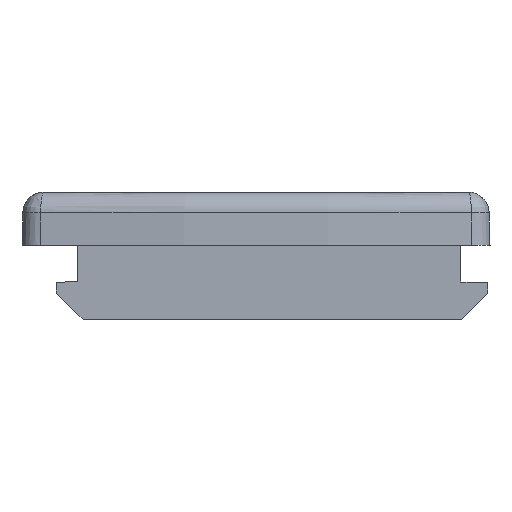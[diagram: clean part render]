
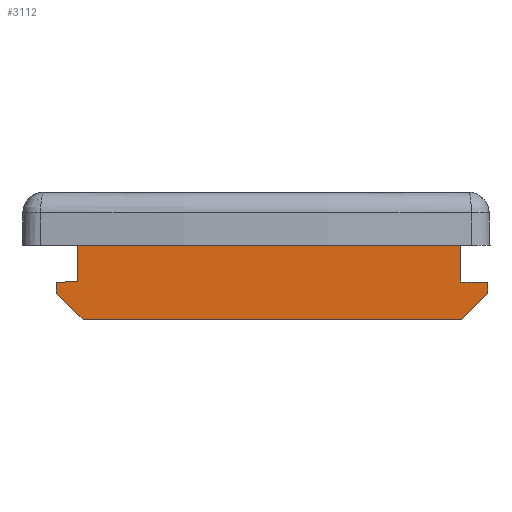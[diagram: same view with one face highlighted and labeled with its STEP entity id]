
A CAD part, front view. The second image highlights one B-rep face of the part: STEP entity #3112.
In plain terms, the highlighted planar face has unit normal (0, -1, 0).
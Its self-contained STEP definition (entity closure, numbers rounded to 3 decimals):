
#3044=AXIS2_PLACEMENT_3D('Plane Axis2P3D',#3041,#3042,#3043) ;
#50=CARTESIAN_POINT('Vertex',(41.341,14.987,0.)) ;
#53=CARTESIAN_POINT('Line Origine',(23.539,14.987,0.)) ;
#57=CARTESIAN_POINT('Vertex',(5.737,14.987,0.)) ;
#3022=CARTESIAN_POINT('Line Origine',(42.547,14.987,1.25)) ;
#3026=CARTESIAN_POINT('Vertex',(43.754,14.987,2.5)) ;
#3041=CARTESIAN_POINT('Axis2P3D Location',(43.974,14.987,7.)) ;
#3046=CARTESIAN_POINT('Line Origine',(43.746,14.987,3.006)) ;
#3050=CARTESIAN_POINT('Vertex',(43.737,14.987,3.513)) ;
#3053=CARTESIAN_POINT('Line Origine',(42.487,14.987,3.535)) ;
#3057=CARTESIAN_POINT('Vertex',(41.237,14.987,3.556)) ;
#3060=CARTESIAN_POINT('Line Origine',(41.237,14.987,5.278)) ;
#3064=CARTESIAN_POINT('Vertex',(41.237,14.987,7.)) ;
#3067=CARTESIAN_POINT('Line Origine',(23.237,14.987,7.)) ;
#3071=CARTESIAN_POINT('Vertex',(5.237,14.987,7.)) ;
#3074=CARTESIAN_POINT('Line Origine',(5.237,14.987,5.3)) ;
#3078=CARTESIAN_POINT('Vertex',(5.237,14.987,3.6)) ;
#3081=CARTESIAN_POINT('Line Origine',(4.237,14.987,3.565)) ;
#3085=CARTESIAN_POINT('Vertex',(3.237,14.987,3.53)) ;
#3088=CARTESIAN_POINT('Line Origine',(3.237,14.987,3.015)) ;
#3092=CARTESIAN_POINT('Vertex',(3.237,14.987,2.5)) ;
#3095=CARTESIAN_POINT('Line Origine',(4.487,14.987,1.25)) ;
#54=DIRECTION('Vector Direction',(-1.,0.,0.)) ;
#3023=DIRECTION('Vector Direction',(0.695,0.,0.719)) ;
#3042=DIRECTION('Axis2P3D Direction',(0.,-1.,0.)) ;
#3043=DIRECTION('Axis2P3D XDirection',(1.,0.,0.)) ;
#3047=DIRECTION('Vector Direction',(0.017,0.,-1.)) ;
#3054=DIRECTION('Vector Direction',(-1.,0.,0.017)) ;
#3061=DIRECTION('Vector Direction',(0.,0.,-1.)) ;
#3068=DIRECTION('Vector Direction',(-1.,0.,0.)) ;
#3075=DIRECTION('Vector Direction',(0.,0.,-1.)) ;
#3082=DIRECTION('Vector Direction',(0.999,0.,0.035)) ;
#3089=DIRECTION('Vector Direction',(0.,0.,1.)) ;
#3096=DIRECTION('Vector Direction',(0.707,0.,-0.707)) ;
#55=VECTOR('Line Direction',#54,1.) ;
#3024=VECTOR('Line Direction',#3023,1.) ;
#3048=VECTOR('Line Direction',#3047,1.) ;
#3055=VECTOR('Line Direction',#3054,1.) ;
#3062=VECTOR('Line Direction',#3061,1.) ;
#3069=VECTOR('Line Direction',#3068,1.) ;
#3076=VECTOR('Line Direction',#3075,1.) ;
#3083=VECTOR('Line Direction',#3082,1.) ;
#3090=VECTOR('Line Direction',#3089,1.) ;
#3097=VECTOR('Line Direction',#3096,1.) ;
#3101=ORIENTED_EDGE('',*,*,#59,.F.) ;
#3102=ORIENTED_EDGE('',*,*,#3028,.T.) ;
#3103=ORIENTED_EDGE('',*,*,#3052,.F.) ;
#3104=ORIENTED_EDGE('',*,*,#3059,.T.) ;
#3105=ORIENTED_EDGE('',*,*,#3066,.F.) ;
#3106=ORIENTED_EDGE('',*,*,#3073,.T.) ;
#3107=ORIENTED_EDGE('',*,*,#3080,.T.) ;
#3108=ORIENTED_EDGE('',*,*,#3087,.F.) ;
#3109=ORIENTED_EDGE('',*,*,#3094,.F.) ;
#3110=ORIENTED_EDGE('',*,*,#3099,.T.) ;
#3112=ADVANCED_FACE('CABTITE EP B 24/19 GY',(#3111),#3045,.T.) ;
#59=EDGE_CURVE('',#51,#58,#56,.T.) ;
#3028=EDGE_CURVE('',#51,#3027,#3025,.T.) ;
#3052=EDGE_CURVE('',#3051,#3027,#3049,.T.) ;
#3059=EDGE_CURVE('',#3051,#3058,#3056,.T.) ;
#3066=EDGE_CURVE('',#3065,#3058,#3063,.T.) ;
#3073=EDGE_CURVE('',#3065,#3072,#3070,.T.) ;
#3080=EDGE_CURVE('',#3072,#3079,#3077,.T.) ;
#3087=EDGE_CURVE('',#3086,#3079,#3084,.T.) ;
#3094=EDGE_CURVE('',#3093,#3086,#3091,.T.) ;
#3099=EDGE_CURVE('',#3093,#58,#3098,.T.) ;
#3100=EDGE_LOOP('',(#3101,#3102,#3103,#3104,#3105,#3106,#3107,#3108,#3109,#3110)) ;
#3111=FACE_OUTER_BOUND('',#3100,.T.) ;
#56=LINE('Line',#53,#55) ;
#3025=LINE('Line',#3022,#3024) ;
#3049=LINE('Line',#3046,#3048) ;
#3056=LINE('Line',#3053,#3055) ;
#3063=LINE('Line',#3060,#3062) ;
#3070=LINE('Line',#3067,#3069) ;
#3077=LINE('Line',#3074,#3076) ;
#3084=LINE('Line',#3081,#3083) ;
#3091=LINE('Line',#3088,#3090) ;
#3098=LINE('Line',#3095,#3097) ;
#3045=PLANE('',#3044) ;
#51=VERTEX_POINT('',#50) ;
#58=VERTEX_POINT('',#57) ;
#3027=VERTEX_POINT('',#3026) ;
#3051=VERTEX_POINT('',#3050) ;
#3058=VERTEX_POINT('',#3057) ;
#3065=VERTEX_POINT('',#3064) ;
#3072=VERTEX_POINT('',#3071) ;
#3079=VERTEX_POINT('',#3078) ;
#3086=VERTEX_POINT('',#3085) ;
#3093=VERTEX_POINT('',#3092) ;
